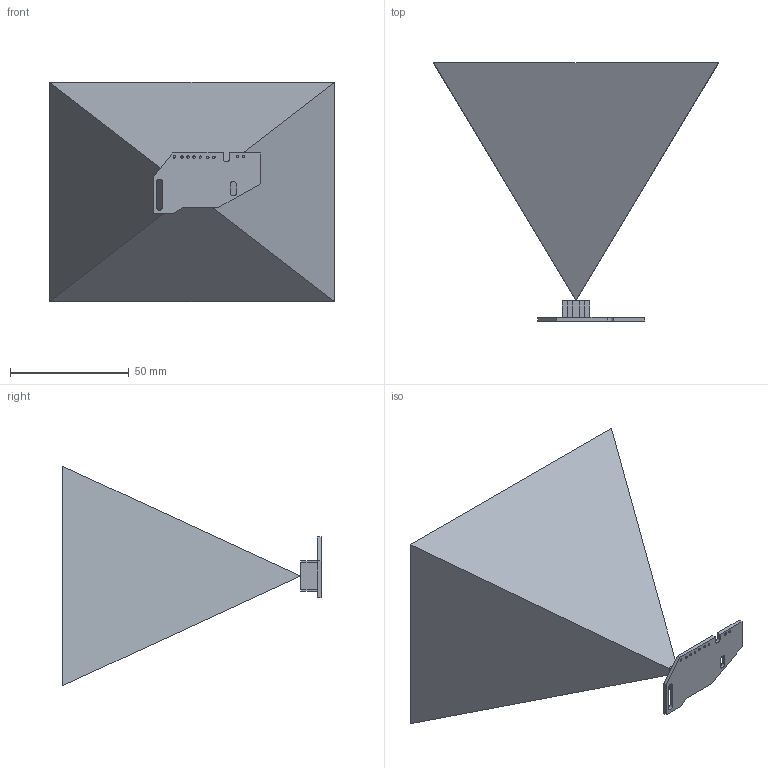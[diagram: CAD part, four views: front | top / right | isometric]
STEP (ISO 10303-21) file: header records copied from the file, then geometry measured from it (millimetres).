
FILE_DESCRIPTION (( 'STEP AP214' ), '1' );
FILE_NAME ('Flir-Kamera-mit-PCB-und-Sichtkegel.STEP', '2017-11-19T20:28:18', ( '' ), ( '' ), 'SwSTEP 2.0', 'SolidWorks 2013', '' );
FILE_SCHEMA (( 'AUTOMOTIVE_DESIGN' ));
Length unit declared in the file: millimetre
Products named in the file (3): flir-board; Flir-Kamera-mit-Sichtkegel; Flir-Kamera-mit-PCB-und-Sichtkegel
Assembly tree (2 placements, depth 2):
  Flir-Kamera-mit-PCB-und-Sichtkegel
    Flir-Kamera-mit-Sichtkegel
    flir-board
Bounding box: 119.7 x 108.6 x 92.2 mm (x, y, z)
Volume: 368826.4 mm3; surface area: 37641.9 mm2
Topology: 2 solids, 3 shells, 67 faces, 182 edges, 121 vertices
Faces by surface type: plane 40, cylinder 27
Entity records: 2795 total; most frequent: DIRECTION 382, CARTESIAN_POINT 376, ORIENTED_EDGE 364, EDGE_CURVE 182, LINE 128, VECTOR 128, AXIS2_PLACEMENT_3D 127, VERTEX_POINT 121
